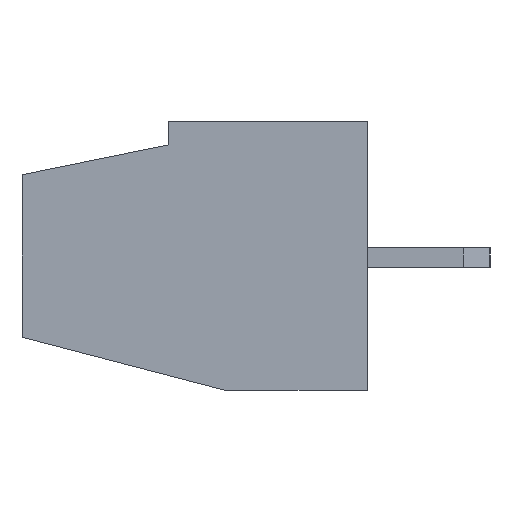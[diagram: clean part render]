
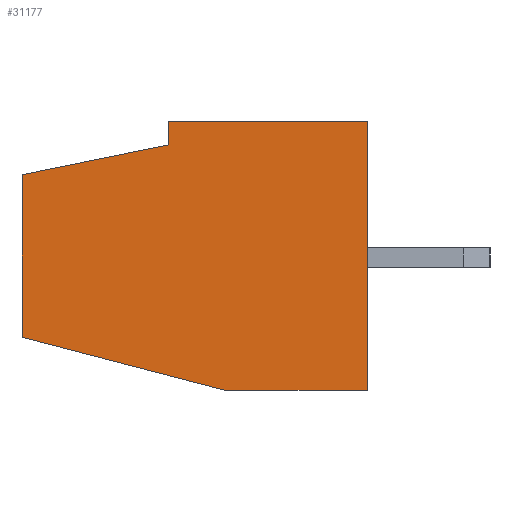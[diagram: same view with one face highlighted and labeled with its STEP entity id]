
A CAD part, left-side view. The second image highlights one B-rep face of the part: STEP entity #31177.
In plain terms, the highlighted planar face has unit normal (-1, 0, 0).
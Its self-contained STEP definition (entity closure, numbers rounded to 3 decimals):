
#721 = CARTESIAN_POINT ( 'NONE',  ( -2.5, 6., 4.1 ) ) ;
#1329 = VECTOR ( 'NONE', #18145, 1000. ) ;
#2491 = CARTESIAN_POINT ( 'NONE',  ( -2.5, 10.4, 2.5 ) ) ;
#3439 = CARTESIAN_POINT ( 'NONE',  ( -2.5, 0., -4. ) ) ;
#3985 = PLANE ( 'NONE',  #29640 ) ;
#4421 = LINE ( 'NONE', #33968, #31971 ) ;
#4510 = VECTOR ( 'NONE', #14244, 1000. ) ;
#5653 = VECTOR ( 'NONE', #19050, 1000. ) ;
#6622 = LINE ( 'NONE', #12118, #4510 ) ;
#6945 = LINE ( 'NONE', #22936, #20326 ) ;
#7300 = LINE ( 'NONE', #7472, #34197 ) ;
#7411 = CARTESIAN_POINT ( 'NONE',  ( -2.5, 6., 3.4 ) ) ;
#7472 = CARTESIAN_POINT ( 'NONE',  ( -2.5, 10.4, -2.4 ) ) ;
#8330 = LINE ( 'NONE', #21854, #5653 ) ;
#9006 = ORIENTED_EDGE ( 'NONE', *, *, #26525, .F. ) ;
#10233 = LINE ( 'NONE', #7411, #1329 ) ;
#12118 = CARTESIAN_POINT ( 'NONE',  ( -2.5, 0., 4.1 ) ) ;
#12406 = EDGE_CURVE ( 'NONE', #31499, #26020, #8330, .T. ) ;
#12732 = DIRECTION ( 'NONE',  ( 0., 0., 1. ) ) ;
#13021 = ORIENTED_EDGE ( 'NONE', *, *, #25209, .F. ) ;
#13436 = EDGE_CURVE ( 'NONE', #19290, #23364, #4421, .T. ) ;
#13708 = VECTOR ( 'NONE', #25090, 1000. ) ;
#14244 = DIRECTION ( 'NONE',  ( 0., 0., 1. ) ) ;
#14580 = LINE ( 'NONE', #30530, #13708 ) ;
#14740 = EDGE_CURVE ( 'NONE', #33439, #26020, #6622, .T. ) ;
#14749 = CARTESIAN_POINT ( 'NONE',  ( -2.5, 10.4, 4.1 ) ) ;
#15342 = CARTESIAN_POINT ( 'NONE',  ( -2.5, 4.26, -4. ) ) ;
#17743 = CARTESIAN_POINT ( 'NONE',  ( -2.5, 10.4, -2.4 ) ) ;
#18145 = DIRECTION ( 'NONE',  ( 0., 0., 1. ) ) ;
#18356 = ORIENTED_EDGE ( 'NONE', *, *, #14740, .T. ) ;
#19050 = DIRECTION ( 'NONE',  ( 0., -1., 0. ) ) ;
#19290 = VERTEX_POINT ( 'NONE', #17743 ) ;
#19595 = EDGE_CURVE ( 'NONE', #30636, #19290, #7300, .T. ) ;
#19669 = VERTEX_POINT ( 'NONE', #34009 ) ;
#20326 = VECTOR ( 'NONE', #33670, 1000. ) ;
#21137 = EDGE_LOOP ( 'NONE', ( #29789, #13021, #9006, #29295, #22210, #26964, #18356 ) ) ;
#21854 = CARTESIAN_POINT ( 'NONE',  ( -2.5, 10.4, 4.1 ) ) ;
#22210 = ORIENTED_EDGE ( 'NONE', *, *, #19595, .F. ) ;
#22787 = DIRECTION ( 'NONE',  ( 1., 0., 0. ) ) ;
#22936 = CARTESIAN_POINT ( 'NONE',  ( -2.5, 10.4, -4. ) ) ;
#23364 = VERTEX_POINT ( 'NONE', #2491 ) ;
#23822 = EDGE_CURVE ( 'NONE', #30636, #33439, #6945, .T. ) ;
#25090 = DIRECTION ( 'NONE',  ( 0., -0.98, 0.2 ) ) ;
#25209 = EDGE_CURVE ( 'NONE', #19669, #31499, #10233, .T. ) ;
#25395 = CARTESIAN_POINT ( 'NONE',  ( -2.5, 0., 4.1 ) ) ;
#26020 = VERTEX_POINT ( 'NONE', #25395 ) ;
#26525 = EDGE_CURVE ( 'NONE', #23364, #19669, #14580, .T. ) ;
#26964 = ORIENTED_EDGE ( 'NONE', *, *, #23822, .T. ) ;
#28072 = FACE_OUTER_BOUND ( 'NONE', #21137, .T. ) ;
#28914 = DIRECTION ( 'NONE',  ( 0., 0.968, 0.252 ) ) ;
#29295 = ORIENTED_EDGE ( 'NONE', *, *, #13436, .F. ) ;
#29640 = AXIS2_PLACEMENT_3D ( 'NONE', #14749, #22787, #33522 ) ;
#29789 = ORIENTED_EDGE ( 'NONE', *, *, #12406, .F. ) ;
#30530 = CARTESIAN_POINT ( 'NONE',  ( -2.5, 10.4, 2.5 ) ) ;
#30636 = VERTEX_POINT ( 'NONE', #15342 ) ;
#31177 = ADVANCED_FACE ( 'NONE', ( #28072 ), #3985, .F. ) ;
#31499 = VERTEX_POINT ( 'NONE', #721 ) ;
#31971 = VECTOR ( 'NONE', #12732, 1000. ) ;
#33439 = VERTEX_POINT ( 'NONE', #3439 ) ;
#33522 = DIRECTION ( 'NONE',  ( 0., 0., -1. ) ) ;
#33670 = DIRECTION ( 'NONE',  ( 0., -1., 0. ) ) ;
#33968 = CARTESIAN_POINT ( 'NONE',  ( -2.5, 10.4, 4.1 ) ) ;
#34009 = CARTESIAN_POINT ( 'NONE',  ( -2.5, 6., 3.4 ) ) ;
#34197 = VECTOR ( 'NONE', #28914, 1000. ) ;
